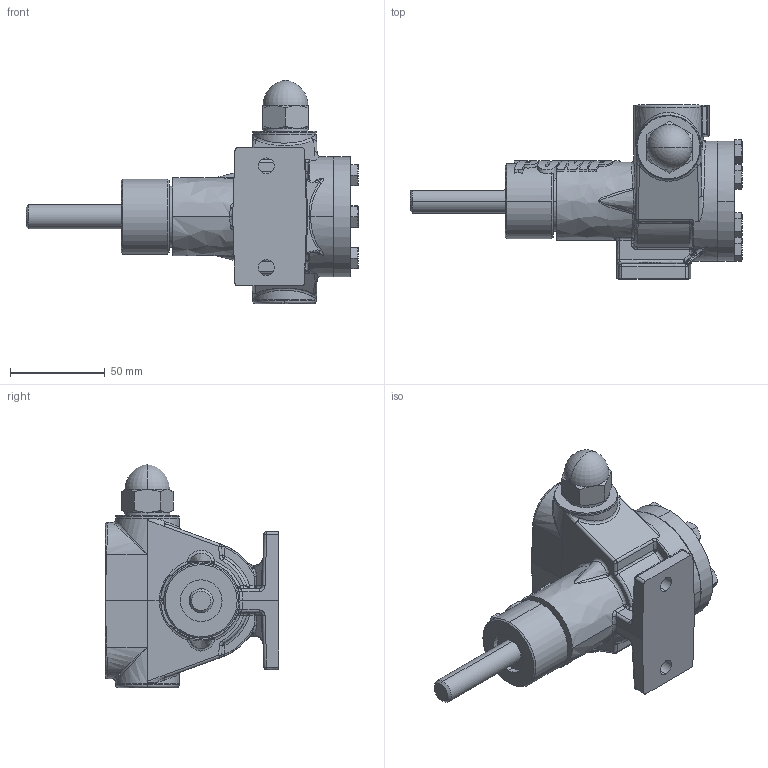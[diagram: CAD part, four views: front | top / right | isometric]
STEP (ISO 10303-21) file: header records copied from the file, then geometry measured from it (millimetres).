
FILE_DESCRIPTION (( 'STEP AP214' ), '1' );
FILE_NAME ('F32.STEP', '2016-12-13T16:27:59', ( '' ), ( '' ), 'SwSTEP 2.0', 'SolidWorks 2016', '' );
FILE_SCHEMA (( 'AUTOMOTIVE_DESIGN' ));
Length unit declared in the file: inch
Products named in the file (2): F32
Bounding box: 175.62 x 91.95 x 118.21 mm (x, y, z)
Volume: 380577.5 mm3; surface area: 48079.4 mm2
Topology: 1 solids, 1 shells, 539 faces, 1279 edges, 753 vertices
Faces by surface type: bspline 228, plane 189, cone 66, cylinder 54, torus 2
Entity records: 41817 total; most frequent: CARTESIAN_POINT 28823, ORIENTED_EDGE 2522, DIRECTION 1451, EDGE_CURVE 1261, VERTEX_POINT 751, B_SPLINE_CURVE_WITH_KNOTS 577, EDGE_LOOP 566, FACE_OUTER_BOUND 537
